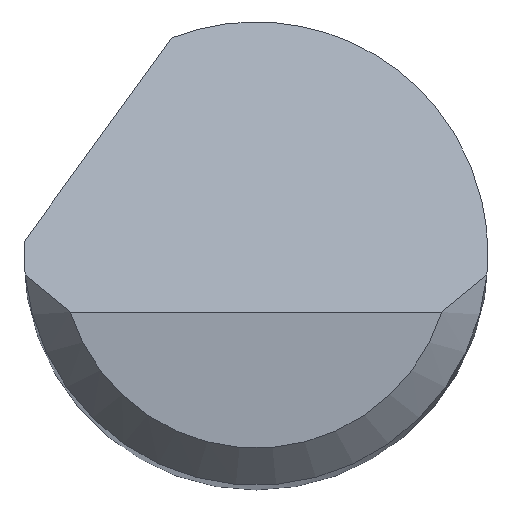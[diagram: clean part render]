
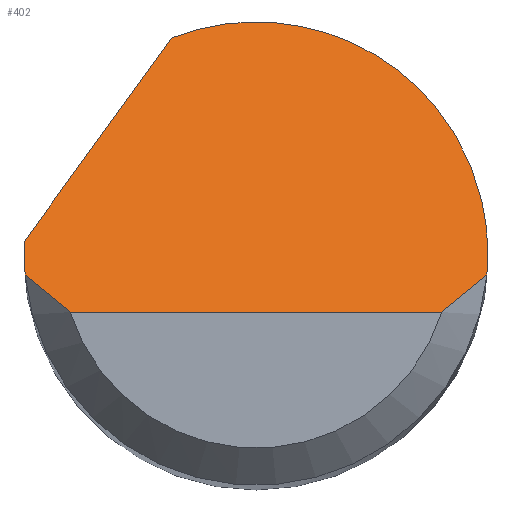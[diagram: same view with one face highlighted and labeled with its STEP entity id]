
A CAD part, top view. The second image highlights one B-rep face of the part: STEP entity #402.
In plain terms, the highlighted planar face has unit normal (0, 0.707, 0.707).
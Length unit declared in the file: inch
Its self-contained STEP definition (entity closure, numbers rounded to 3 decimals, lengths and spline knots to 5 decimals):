
#23 = ORIENTED_EDGE ( 'NONE', *, *, #696, .F. ) ;
#42 = CARTESIAN_POINT ( 'NONE',  ( -0.09375, -0.02375, 1.5 ) ) ;
#49 = CARTESIAN_POINT ( 'NONE',  ( -0.09362, 0.005, 1.47125 ) ) ;
#57 = CARTESIAN_POINT ( 'NONE',  ( 0.09375, 0., 1.47625 ) ) ;
#86 = VERTEX_POINT ( 'NONE', #592 ) ;
#104 = CARTESIAN_POINT ( 'NONE',  ( -0.09375, -0.00292, 1.47917 ) ) ;
#128 = CARTESIAN_POINT ( 'NONE',  ( -0.09371, 0.00333, 1.47292 ) ) ;
#129 = EDGE_CURVE ( 'NONE', #875, #211, #143, .T. ) ;
#142 = VERTEX_POINT ( 'NONE', #176 ) ;
#143 = B_SPLINE_CURVE_WITH_KNOTS ( 'NONE', 3,
 ( #161, #1200, #1010, #153 ),
 .UNSPECIFIED., .F., .F.,
 ( 4, 4 ),
 ( 0., 0.00071 ),
 .UNSPECIFIED. ) ;
#153 = CARTESIAN_POINT ( 'NONE',  ( 0.09334, -0.00875, 1.485 ) ) ;
#161 = CARTESIAN_POINT ( 'NONE',  ( 0.07508, -0.02375, 1.5 ) ) ;
#175 = CARTESIAN_POINT ( 'NONE',  ( -0.09334, -0.00875, 1.485 ) ) ;
#176 = CARTESIAN_POINT ( 'NONE',  ( -0.03394, 0.08739, 1.38886 ) ) ;
#211 = VERTEX_POINT ( 'NONE', #513 ) ;
#215 = AXIS2_PLACEMENT_3D ( 'NONE', #42, #394, #1166 ) ;
#219 = LINE ( 'NONE', #774, #795 ) ;
#241 = CARTESIAN_POINT ( 'NONE',  ( -0.09334, -0.00875, 1.485 ) ) ;
#254 = CARTESIAN_POINT ( 'NONE',  ( 0.03379, 0.11369, 1.36256 ) ) ;
#260 =( BOUNDED_CURVE ( )  B_SPLINE_CURVE ( 3, ( #816, #254, #535, #57 ),
 .UNSPECIFIED., .F., .T. ) 
 B_SPLINE_CURVE_WITH_KNOTS ( ( 4, 4 ),
 ( 5.91277, 7.85398 ),
 .UNSPECIFIED. ) 
 CURVE ( )  GEOMETRIC_REPRESENTATION_ITEM ( )  RATIONAL_B_SPLINE_CURVE ( ( 1., 0.71, 0.71, 1. ) ) 
 REPRESENTATION_ITEM ( '' )  );
#270 =( BOUNDED_CURVE ( )  B_SPLINE_CURVE ( 3, ( #543, #802, #341, #520 ),
 .UNSPECIFIED., .F., .T. ) 
 B_SPLINE_CURVE_WITH_KNOTS ( ( 4, 4 ),
 ( 1.5708, 1.66427 ),
 .UNSPECIFIED. ) 
 CURVE ( )  GEOMETRIC_REPRESENTATION_ITEM ( )  RATIONAL_B_SPLINE_CURVE ( ( 1., 0.999, 0.999, 1. ) ) 
 REPRESENTATION_ITEM ( '' )  );
#277 = EDGE_CURVE ( 'NONE', #142, #86, #260, .T. ) ;
#298 = CARTESIAN_POINT ( 'NONE',  ( -0.09375, 0., 1.47625 ) ) ;
#318 = EDGE_CURVE ( 'NONE', #86, #211, #270, .T. ) ;
#327 = EDGE_LOOP ( 'NONE', ( #841, #643, #750, #788, #1044, #23, #407, #1179 ) ) ;
#341 = CARTESIAN_POINT ( 'NONE',  ( 0.09361, -0.00584, 1.48209 ) ) ;
#366 = VERTEX_POINT ( 'NONE', #928 ) ;
#394 = DIRECTION ( 'NONE',  ( 0., -0.707, -0.707 ) ) ;
#401 = PLANE ( 'NONE',  #215 ) ;
#402 = ADVANCED_FACE ( 'NONE', ( #640 ), #401, .F. ) ;
#407 = ORIENTED_EDGE ( 'NONE', *, *, #791, .F. ) ;
#421 = EDGE_CURVE ( 'NONE', #701, #142, #219, .T. ) ;
#428 = CARTESIAN_POINT ( 'NONE',  ( -0.08761, -0.01397, 1.49022 ) ) ;
#438 =( BOUNDED_CURVE ( )  B_SPLINE_CURVE ( 3, ( #856, #860, #104, #298 ),
 .UNSPECIFIED., .F., .T. ) 
 B_SPLINE_CURVE_WITH_KNOTS ( ( 4, 4 ),
 ( 4.61892, 4.71239 ),
 .UNSPECIFIED. ) 
 CURVE ( )  GEOMETRIC_REPRESENTATION_ITEM ( )  RATIONAL_B_SPLINE_CURVE ( ( 1., 0.999, 0.999, 1. ) ) 
 REPRESENTATION_ITEM ( '' )  );
#461 = LINE ( 'NONE', #468, #1090 ) ;
#467 = CARTESIAN_POINT ( 'NONE',  ( -0.07508, -0.02375, 1.5 ) ) ;
#468 = CARTESIAN_POINT ( 'NONE',  ( 0., -0.02375, 1.5 ) ) ;
#513 = CARTESIAN_POINT ( 'NONE',  ( 0.09334, -0.00875, 1.485 ) ) ;
#516 = B_SPLINE_CURVE_WITH_KNOTS ( 'NONE', 3,
 ( #175, #428, #706, #522 ),
 .UNSPECIFIED., .F., .F.,
 ( 4, 4 ),
 ( 0., 0.00071 ),
 .UNSPECIFIED. ) ;
#520 = CARTESIAN_POINT ( 'NONE',  ( 0.09334, -0.00875, 1.485 ) ) ;
#522 = CARTESIAN_POINT ( 'NONE',  ( -0.07508, -0.02375, 1.5 ) ) ;
#535 = CARTESIAN_POINT ( 'NONE',  ( 0.09375, 0.07266, 1.40359 ) ) ;
#543 = CARTESIAN_POINT ( 'NONE',  ( 0.09375, 0., 1.47625 ) ) ;
#592 = CARTESIAN_POINT ( 'NONE',  ( 0.09375, 0., 1.47625 ) ) ;
#622 = EDGE_CURVE ( 'NONE', #1119, #1137, #516, .T. ) ;
#640 = FACE_OUTER_BOUND ( 'NONE', #327, .T. ) ;
#643 = ORIENTED_EDGE ( 'NONE', *, *, #129, .T. ) ;
#655 = CARTESIAN_POINT ( 'NONE',  ( 0.07508, -0.02375, 1.5 ) ) ;
#696 = EDGE_CURVE ( 'NONE', #366, #701, #1120, .T. ) ;
#701 = VERTEX_POINT ( 'NONE', #933 ) ;
#706 = CARTESIAN_POINT ( 'NONE',  ( -0.08157, -0.019, 1.49525 ) ) ;
#750 = ORIENTED_EDGE ( 'NONE', *, *, #318, .F. ) ;
#774 = CARTESIAN_POINT ( 'NONE',  ( -0.11014, -0.01781, 1.49406 ) ) ;
#788 = ORIENTED_EDGE ( 'NONE', *, *, #277, .F. ) ;
#791 = EDGE_CURVE ( 'NONE', #1119, #366, #438, .T. ) ;
#795 = VECTOR ( 'NONE', #1074, 39.37008 ) ;
#802 = CARTESIAN_POINT ( 'NONE',  ( 0.09375, -0.00292, 1.47917 ) ) ;
#816 = CARTESIAN_POINT ( 'NONE',  ( -0.03394, 0.08739, 1.38886 ) ) ;
#841 = ORIENTED_EDGE ( 'NONE', *, *, #889, .T. ) ;
#856 = CARTESIAN_POINT ( 'NONE',  ( -0.09334, -0.00875, 1.485 ) ) ;
#860 = CARTESIAN_POINT ( 'NONE',  ( -0.09361, -0.00584, 1.48209 ) ) ;
#875 = VERTEX_POINT ( 'NONE', #655 ) ;
#889 = EDGE_CURVE ( 'NONE', #1137, #875, #461, .T. ) ;
#928 = CARTESIAN_POINT ( 'NONE',  ( -0.09375, 0., 1.47625 ) ) ;
#933 = CARTESIAN_POINT ( 'NONE',  ( -0.09362, 0.005, 1.47125 ) ) ;
#967 = CARTESIAN_POINT ( 'NONE',  ( -0.09375, 0., 1.47625 ) ) ;
#984 = CARTESIAN_POINT ( 'NONE',  ( -0.09375, 0.00167, 1.47458 ) ) ;
#1010 = CARTESIAN_POINT ( 'NONE',  ( 0.08761, -0.01397, 1.49022 ) ) ;
#1044 = ORIENTED_EDGE ( 'NONE', *, *, #421, .F. ) ;
#1074 = DIRECTION ( 'NONE',  ( 0.456, 0.629, -0.629 ) ) ;
#1090 = VECTOR ( 'NONE', #1206, 39.37008 ) ;
#1119 = VERTEX_POINT ( 'NONE', #241 ) ;
#1120 =( BOUNDED_CURVE ( )  B_SPLINE_CURVE ( 3, ( #967, #984, #128, #49 ),
 .UNSPECIFIED., .F., .T. ) 
 B_SPLINE_CURVE_WITH_KNOTS ( ( 4, 4 ),
 ( 4.71239, 4.76575 ),
 .UNSPECIFIED. ) 
 CURVE ( )  GEOMETRIC_REPRESENTATION_ITEM ( )  RATIONAL_B_SPLINE_CURVE ( ( 1., 1., 1., 1. ) ) 
 REPRESENTATION_ITEM ( '' )  );
#1137 = VERTEX_POINT ( 'NONE', #467 ) ;
#1166 = DIRECTION ( 'NONE',  ( 0., 0.707, -0.707 ) ) ;
#1179 = ORIENTED_EDGE ( 'NONE', *, *, #622, .T. ) ;
#1200 = CARTESIAN_POINT ( 'NONE',  ( 0.08157, -0.019, 1.49525 ) ) ;
#1206 = DIRECTION ( 'NONE',  ( 1., 0., 0. ) ) ;
